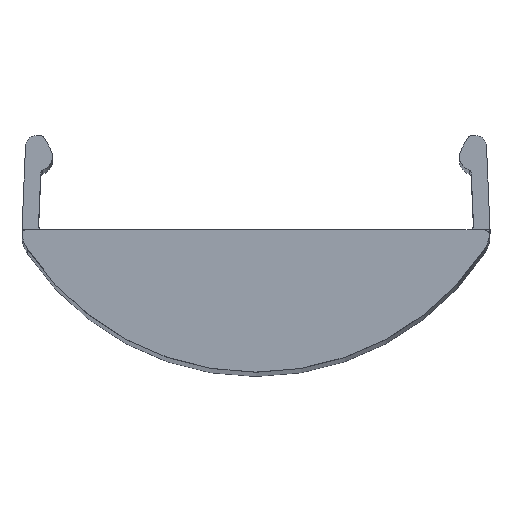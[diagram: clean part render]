
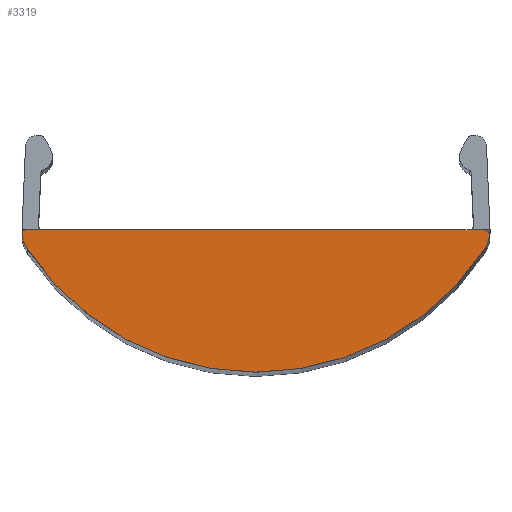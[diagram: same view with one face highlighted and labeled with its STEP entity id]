
A CAD part, top view. The second image highlights one B-rep face of the part: STEP entity #3319.
In plain terms, the highlighted planar face has unit normal (0, 0, 1).
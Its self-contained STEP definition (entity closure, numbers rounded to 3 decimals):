
#282=FACE_OUTER_BOUND('',#450,.T.);
#450=EDGE_LOOP('',(#3058,#3059,#3060,#3061,#3062,#3063));
#612=CIRCLE('',#3697,0.5);
#615=CIRCLE('',#3701,0.5);
#617=CIRCLE('',#3705,3.);
#619=CIRCLE('',#3708,25.135);
#621=CIRCLE('',#3711,3.);
#941=LINE('',#5700,#1263);
#1263=VECTOR('',#4696,1000.);
#1582=VERTEX_POINT('',#5681);
#1583=VERTEX_POINT('',#5682);
#1588=VERTEX_POINT('',#5693);
#1589=VERTEX_POINT('',#5695);
#1591=VERTEX_POINT('',#5704);
#1593=VERTEX_POINT('',#5710);
#2068=EDGE_CURVE('',#1582,#1583,#612,.T.);
#2074=EDGE_CURVE('',#1589,#1588,#615,.T.);
#2077=EDGE_CURVE('',#1588,#1582,#941,.T.);
#2080=EDGE_CURVE('',#1583,#1591,#617,.T.);
#2083=EDGE_CURVE('',#1591,#1593,#619,.T.);
#2085=EDGE_CURVE('',#1593,#1589,#621,.T.);
#3058=ORIENTED_EDGE('',*,*,#2074,.T.);
#3059=ORIENTED_EDGE('',*,*,#2077,.T.);
#3060=ORIENTED_EDGE('',*,*,#2068,.T.);
#3061=ORIENTED_EDGE('',*,*,#2080,.T.);
#3062=ORIENTED_EDGE('',*,*,#2083,.T.);
#3063=ORIENTED_EDGE('',*,*,#2085,.T.);
#3151=PLANE('',#3712);
#3319=ADVANCED_FACE('',(#282),#3151,.F.);
#3697=AXIS2_PLACEMENT_3D('',#5683,#4679,#4680);
#3701=AXIS2_PLACEMENT_3D('',#5696,#4690,#4691);
#3705=AXIS2_PLACEMENT_3D('',#5706,#4702,#4703);
#3708=AXIS2_PLACEMENT_3D('',#5712,#4709,#4710);
#3711=AXIS2_PLACEMENT_3D('',#5715,#4715,#4716);
#3712=AXIS2_PLACEMENT_3D('',#5716,#4717,#4718);
#4679=DIRECTION('center_axis',(0.,0.,1.));
#4680=DIRECTION('ref_axis',(1.,0.,0.));
#4690=DIRECTION('center_axis',(0.,0.,1.));
#4691=DIRECTION('ref_axis',(-1.,0.,0.));
#4696=DIRECTION('',(-1.,0.,0.));
#4702=DIRECTION('center_axis',(0.,0.,1.));
#4703=DIRECTION('ref_axis',(1.,0.,0.));
#4709=DIRECTION('center_axis',(0.,0.,1.));
#4710=DIRECTION('ref_axis',(1.,0.,0.));
#4715=DIRECTION('center_axis',(0.,0.,1.));
#4716=DIRECTION('ref_axis',(1.,0.,0.));
#4717=DIRECTION('center_axis',(0.,0.,-1.));
#4718=DIRECTION('ref_axis',(-1.,0.,0.));
#5681=CARTESIAN_POINT('',(-20.954,-1.249,1.5));
#5682=CARTESIAN_POINT('',(-21.449,-1.819,1.5));
#5683=CARTESIAN_POINT('Origin',(-20.954,-1.749,1.5));
#5693=CARTESIAN_POINT('',(20.954,-1.249,1.5));
#5695=CARTESIAN_POINT('',(21.449,-1.819,1.5));
#5696=CARTESIAN_POINT('Origin',(20.954,-1.749,1.5));
#5700=CARTESIAN_POINT('',(-20.954,-1.249,1.5));
#5704=CARTESIAN_POINT('',(-20.982,-3.053,1.5));
#5706=CARTESIAN_POINT('Origin',(-18.478,-1.402,1.5));
#5710=CARTESIAN_POINT('',(20.982,-3.053,1.5));
#5712=CARTESIAN_POINT('Origin',(0.,10.786,1.5));
#5715=CARTESIAN_POINT('Origin',(18.478,-1.402,1.5));
#5716=CARTESIAN_POINT('Origin',(20.954,-1.749,1.5));
